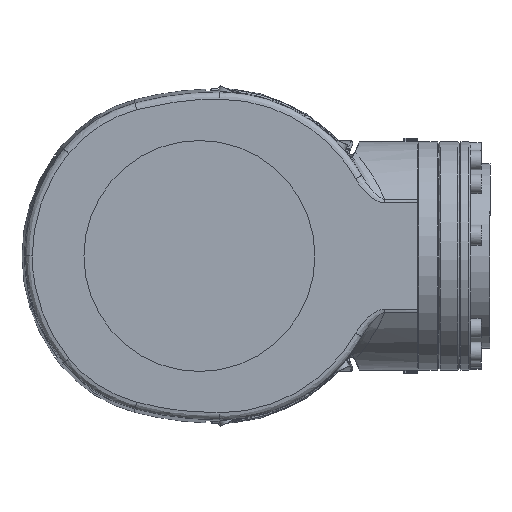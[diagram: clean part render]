
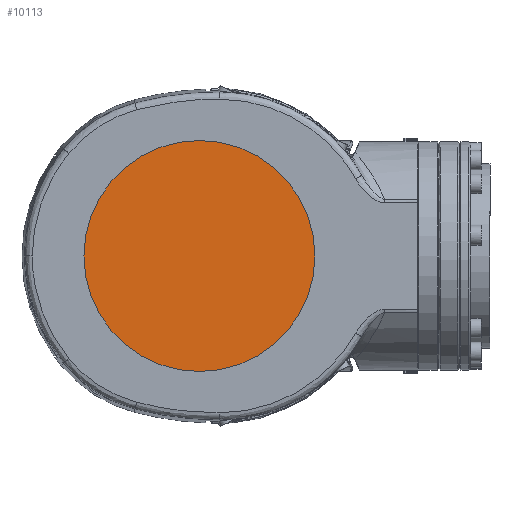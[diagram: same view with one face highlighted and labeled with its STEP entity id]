
A CAD part, front view. The second image highlights one B-rep face of the part: STEP entity #10113.
In plain terms, the highlighted planar face has unit normal (0, -1, 0).
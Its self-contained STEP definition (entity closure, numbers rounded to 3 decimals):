
#359 = DIRECTION ( 'NONE',  ( 1., 0., 0. ) ) ;
#1048 = CIRCLE ( 'NONE', #8821, 32.825 ) ;
#1930 = AXIS2_PLACEMENT_3D ( 'NONE', #23822, #17922, #11934 ) ;
#2574 = VERTEX_POINT ( 'NONE', #21981 ) ;
#4329 = CARTESIAN_POINT ( 'NONE',  ( 445.427, -29.5, 889.1 ) ) ;
#5617 = AXIS2_PLACEMENT_3D ( 'NONE', #4329, #10105, #359 ) ;
#5874 = VERTEX_POINT ( 'NONE', #20192 ) ;
#6790 = DIRECTION ( 'NONE',  ( 0., -1., 0. ) ) ;
#8821 = AXIS2_PLACEMENT_3D ( 'NONE', #11039, #6790, #16906 ) ;
#8944 = ORIENTED_EDGE ( 'NONE', *, *, #15428, .T. ) ;
#10105 = DIRECTION ( 'NONE',  ( 0., -1., 0. ) ) ;
#10113 = ADVANCED_FACE ( 'NONE', ( #18041 ), #12051, .T. ) ;
#11039 = CARTESIAN_POINT ( 'NONE',  ( 445.427, -29.5, 889.1 ) ) ;
#11851 = ORIENTED_EDGE ( 'NONE', *, *, #13232, .T. ) ;
#11934 = DIRECTION ( 'NONE',  ( 1., 0., 0. ) ) ;
#12051 = PLANE ( 'NONE',  #1930 ) ;
#13232 = EDGE_CURVE ( 'NONE', #2574, #5874, #1048, .T. ) ;
#15428 = EDGE_CURVE ( 'NONE', #5874, #2574, #19916, .T. ) ;
#16906 = DIRECTION ( 'NONE',  ( 1., 0., 0. ) ) ;
#17922 = DIRECTION ( 'NONE',  ( 0., -1., 0. ) ) ;
#18041 = FACE_OUTER_BOUND ( 'NONE', #19245, .T. ) ;
#19245 = EDGE_LOOP ( 'NONE', ( #8944, #11851 ) ) ;
#19916 = CIRCLE ( 'NONE', #5617, 32.825 ) ;
#20192 = CARTESIAN_POINT ( 'NONE',  ( 478.252, -29.5, 889.1 ) ) ;
#21981 = CARTESIAN_POINT ( 'NONE',  ( 412.602, -29.5, 889.1 ) ) ;
#23822 = CARTESIAN_POINT ( 'NONE',  ( 445.427, -29.5, 889.1 ) ) ;
